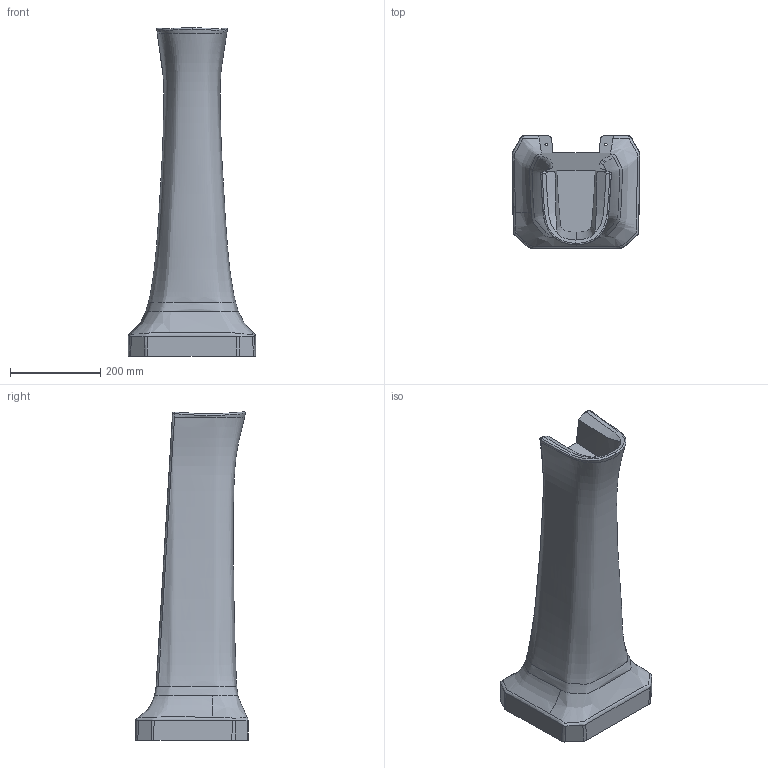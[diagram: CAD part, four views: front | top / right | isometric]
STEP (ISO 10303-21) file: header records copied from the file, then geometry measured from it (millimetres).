
FILE_DESCRIPTION(/* description */ (''),/* implementation_level */ '2;1');
FILE_NAME(/* name */ 'P9',/* time_stamp */ '2022-03-02T13:43:32+08:00',/* author */ (''),/* organization */ (''),/* preprocessor_version */ 'ST-DEVELOPER v15',/* originating_system */ '',/* authorisation */ '');
FILE_SCHEMA (('AUTOMOTIVE_DESIGN'));
Length unit declared in the file: millimetre
Products named in the file (1): Document
Bounding box: 282.59 x 249.61 x 726.62 mm (x, y, z)
Surface area: 538700.5 mm2 (no closed solid volume)
Topology: 0 solids, 1 shells, 53 faces, 150 edges, 97 vertices
Faces by surface type: bspline 34, plane 19
Entity records: 36211 total; most frequent: CARTESIAN_POINT 35294, ORIENTED_EDGE 296, EDGE_CURVE 150, B_SPLINE_CURVE_WITH_KNOTS 102, VERTEX_POINT 97, EDGE_LOOP 57, ADVANCED_FACE 53, FACE_OUTER_BOUND 53
